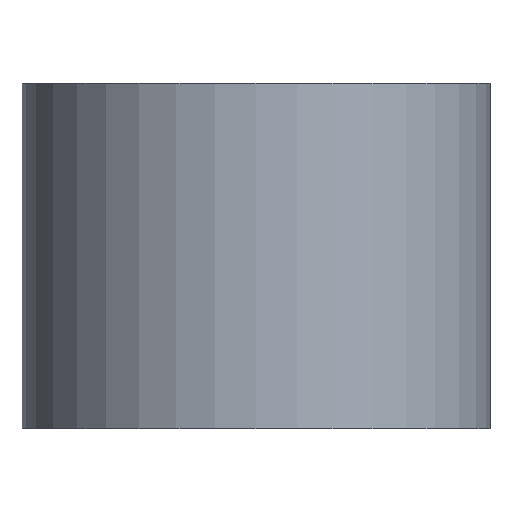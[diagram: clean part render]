
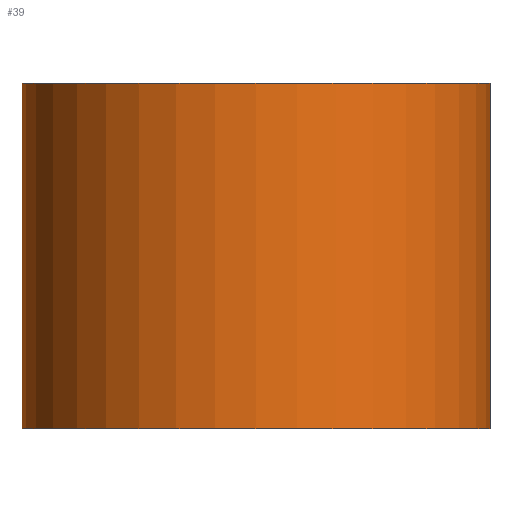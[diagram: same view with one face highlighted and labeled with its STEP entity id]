
A CAD part, front view. The second image highlights one B-rep face of the part: STEP entity #39.
In plain terms, the highlighted cylindrical face has radius 10.744 mm (diameter 21.488 mm), a partial arc.
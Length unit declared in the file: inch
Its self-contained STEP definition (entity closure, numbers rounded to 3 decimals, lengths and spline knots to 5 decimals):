
#5 = DIRECTION ( 'NONE',  ( 0., 0., -1. ) ) ;
#23 = EDGE_CURVE ( 'NONE', #247, #96, #401, .T. ) ;
#39 = ADVANCED_FACE ( 'NONE', ( #385 ), #373, .T. ) ;
#72 = DIRECTION ( 'NONE',  ( 0., 0., -1. ) ) ;
#96 = VERTEX_POINT ( 'NONE', #462 ) ;
#105 = ORIENTED_EDGE ( 'NONE', *, *, #533, .T. ) ;
#116 = AXIS2_PLACEMENT_3D ( 'NONE', #376, #72, #409 ) ;
#118 = CARTESIAN_POINT ( 'NONE',  ( 0.375, -1.281, -0.3125 ) ) ;
#143 = CARTESIAN_POINT ( 'NONE',  ( -0.048, -1.281, 0.3125 ) ) ;
#154 = DIRECTION ( 'NONE',  ( 0., 0., -1. ) ) ;
#161 = DIRECTION ( 'NONE',  ( 1., 0., 0. ) ) ;
#176 = VERTEX_POINT ( 'NONE', #143 ) ;
#187 = EDGE_LOOP ( 'NONE', ( #217, #443, #105, #191 ) ) ;
#191 = ORIENTED_EDGE ( 'NONE', *, *, #475, .T. ) ;
#201 = DIRECTION ( 'NONE',  ( -1., 0., 0. ) ) ;
#217 = ORIENTED_EDGE ( 'NONE', *, *, #389, .F. ) ;
#226 = DIRECTION ( 'NONE',  ( 0., 0., -1. ) ) ;
#247 = VERTEX_POINT ( 'NONE', #453 ) ;
#262 = CIRCLE ( 'NONE', #361, 0.423 ) ;
#283 = VECTOR ( 'NONE', #5, 39.37008 ) ;
#352 = VERTEX_POINT ( 'NONE', #538 ) ;
#361 = AXIS2_PLACEMENT_3D ( 'NONE', #118, #154, #161 ) ;
#373 = CYLINDRICAL_SURFACE ( 'NONE', #424, 0.423 ) ;
#376 = CARTESIAN_POINT ( 'NONE',  ( 0.375, -1.281, 0.3125 ) ) ;
#385 = FACE_OUTER_BOUND ( 'NONE', #187, .T. ) ;
#389 = EDGE_CURVE ( 'NONE', #96, #352, #262, .T. ) ;
#401 = LINE ( 'NONE', #455, #283 ) ;
#409 = DIRECTION ( 'NONE',  ( 1., 0., 0. ) ) ;
#417 = VECTOR ( 'NONE', #471, 39.37008 ) ;
#424 = AXIS2_PLACEMENT_3D ( 'NONE', #468, #226, #201 ) ;
#430 = LINE ( 'NONE', #463, #417 ) ;
#443 = ORIENTED_EDGE ( 'NONE', *, *, #23, .F. ) ;
#453 = CARTESIAN_POINT ( 'NONE',  ( 0.375, -0.858, 0.3125 ) ) ;
#455 = CARTESIAN_POINT ( 'NONE',  ( 0.375, -0.858, 0.3125 ) ) ;
#462 = CARTESIAN_POINT ( 'NONE',  ( 0.375, -0.858, -0.3125 ) ) ;
#463 = CARTESIAN_POINT ( 'NONE',  ( -0.048, -1.281, 0.3125 ) ) ;
#468 = CARTESIAN_POINT ( 'NONE',  ( 0.375, -1.281, 0.3125 ) ) ;
#471 = DIRECTION ( 'NONE',  ( 0., 0., -1. ) ) ;
#475 = EDGE_CURVE ( 'NONE', #176, #352, #430, .T. ) ;
#478 = CIRCLE ( 'NONE', #116, 0.423 ) ;
#533 = EDGE_CURVE ( 'NONE', #247, #176, #478, .T. ) ;
#538 = CARTESIAN_POINT ( 'NONE',  ( -0.048, -1.281, -0.3125 ) ) ;
